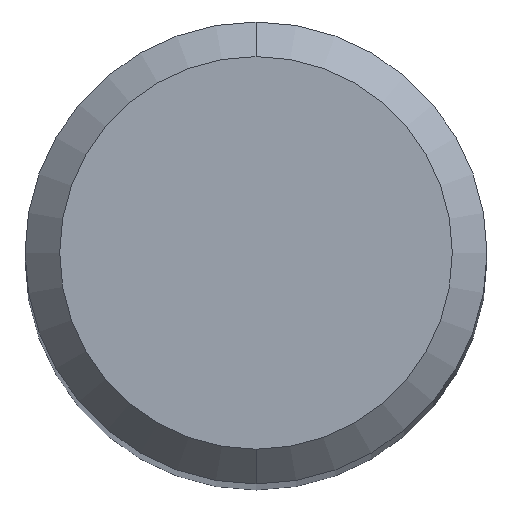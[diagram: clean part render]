
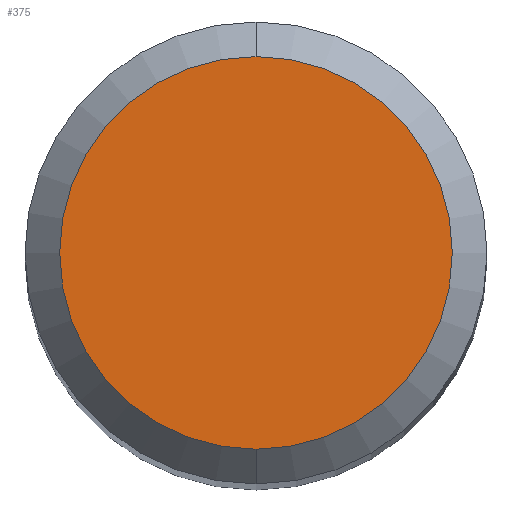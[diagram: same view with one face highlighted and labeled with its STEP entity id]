
A CAD part, top view. The second image highlights one B-rep face of the part: STEP entity #375.
In plain terms, the highlighted planar face has unit normal (0, 0, 1).
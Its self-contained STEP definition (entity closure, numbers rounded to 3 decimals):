
#187=VERTEX_POINT('',#495);
#307=EDGE_CURVE('',#187,#369,#625,.T.);
#369=VERTEX_POINT('',#693);
#375=ADVANCED_FACE('',(#699),#700,.T.);
#389=EDGE_CURVE('',#369,#187,#717,.T.);
#495=CARTESIAN_POINT('',(0.0,1.7,0.0));
#625=CIRCLE('',#1129,1.7);
#693=CARTESIAN_POINT('',(0.,-1.7,0.0));
#699=FACE_OUTER_BOUND('',#1247,.T.);
#700=PLANE('',#1248);
#717=CIRCLE('',#1299,1.7);
#1129=AXIS2_PLACEMENT_3D('',#1584,#1585,#1586);
#1247=EDGE_LOOP('',(#1665,#1666));
#1248=AXIS2_PLACEMENT_3D('',#1667,#1668,#1669);
#1299=AXIS2_PLACEMENT_3D('',#1692,#1693,#1694);
#1584=CARTESIAN_POINT('',(0.0,0.0,0.0));
#1585=DIRECTION('',(0.0,0.0,-1.0));
#1586=DIRECTION('',(0.0,1.0,0.0));
#1665=ORIENTED_EDGE('',*,*,#307,.F.);
#1666=ORIENTED_EDGE('',*,*,#389,.F.);
#1667=CARTESIAN_POINT('',(0.0,0.85,0.0));
#1668=DIRECTION('',(-0.0,0.0,1.0));
#1669=DIRECTION('',(0.0,-1.0,0.0));
#1692=CARTESIAN_POINT('',(0.0,0.0,0.0));
#1693=DIRECTION('',(0.0,0.0,-1.0));
#1694=DIRECTION('',(0.0,1.0,0.0));
